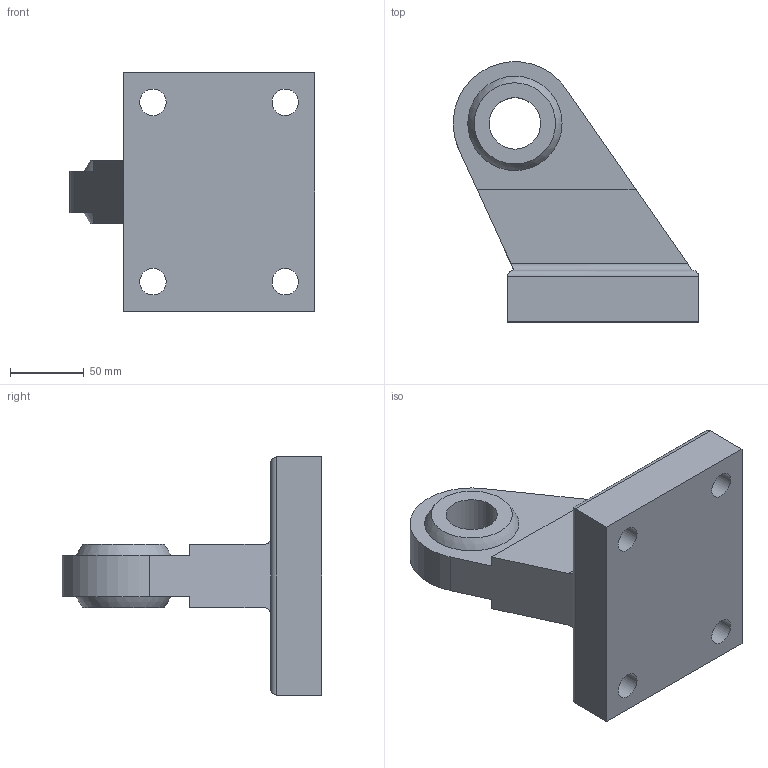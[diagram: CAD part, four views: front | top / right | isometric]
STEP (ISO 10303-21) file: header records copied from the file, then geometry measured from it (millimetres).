
FILE_DESCRIPTION(/* description */ ('STEP AP214'),/* implementation_level */ '2;1');
FILE_NAME(/* name */ '152600_LSNG-200',/* time_stamp */ '2024-09-05T02:15:46+02:00',/* author */ ('License CC BY-ND 4.0'),/* organization */ ('CADENAS'),/* preprocessor_version */ 'ST-DEVELOPER v19.3',/* originating_system */ 'PARTsolutions',/* authorisation */ ' ');
FILE_SCHEMA (('AUTOMOTIVE_DESIGN {1 0 10303 214 3 1 1}'));
Length unit declared in the file: millimetre
Products named in the file (1): 152600 LSNG- 200 (0)
Bounding box: 166.87 x 176.86 x 162 mm (x, y, z)
Volume: 1170491.1 mm3; surface area: 108351.1 mm2
Topology: 1 solids, 1 shells, 39 faces, 95 edges, 64 vertices
Faces by surface type: plane 21, cylinder 16, sphere 2
Full cylindrical faces by diameter (mm): 18 x4, 26 x4, 35 x1
Entity records: 1062 total; most frequent: DIRECTION 186, CARTESIAN_POINT 168, ORIENTED_EDGE 148, EDGE_CURVE 74, AXIS2_PLACEMENT_3D 72, EDGE_LOOP 66, FACE_BOUND 66, VERTEX_POINT 54
